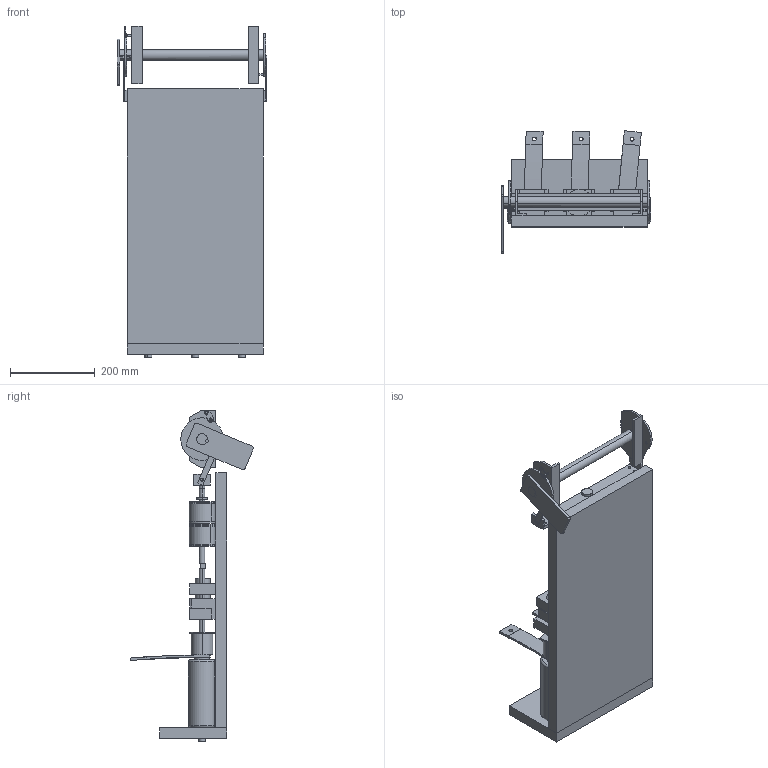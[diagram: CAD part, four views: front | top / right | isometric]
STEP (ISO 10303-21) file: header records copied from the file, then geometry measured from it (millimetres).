
FILE_DESCRIPTION (( 'STEP AP214' ), '1' );
FILE_NAME ('interruptor 1.2.STEP', '2022-01-12T18:06:30', ( '' ), ( '' ), 'SwSTEP 2.0', 'SolidWorks 2016', '' );
FILE_SCHEMA (( 'AUTOMOTIVE_DESIGN' ));
Length unit declared in the file: millimetre
Products named in the file (24): bastago2; brazo para balero; Pieza1.1; Pieza4; soguilla; pieza fijacion2; bastago de botella; balero; Pieza7; interruptor 1.2; Pieza5; base para imanes ; brazo ; iman; barra de dezplazamiento; union ; polea ; bastago4; Pieza8; base para balero; base de nylamid ; botella; base nylamid 2 ; bastago1
Assembly tree (58 placements, depth 2):
  interruptor 1.2
    base de nylamid 
    base nylamid 2 
    botella  x3
    bastago de botella  x3
    soguilla  x3
    bastago1  x3
    pieza fijacion2  x3
    bastago2  x12
    base para imanes   x3
    iman  x6
    base para balero  x3
    balero
    Pieza5  x2
    Pieza4
    polea   x2
    Pieza8
    barra de dezplazamiento
    brazo   x2
    Pieza7
    union 
    Pieza1.1  x2
    bastago4  x2
    brazo para balero
Bounding box: 353 x 289.03 x 780 mm (x, y, z)
Volume: 9414443.1 mm3; surface area: 1197306.4 mm2
Topology: 58 solids, 58 shells, 601 faces, 1322 edges, 864 vertices
Faces by surface type: plane 316, cylinder 229, torus 52, bspline 4
Entity records: 9535 total; most frequent: CARTESIAN_POINT 1744, DIRECTION 1526, ORIENTED_EDGE 1248, EDGE_CURVE 624, AXIS2_PLACEMENT_3D 590, VERTEX_POINT 408, VECTOR 346, LINE 346
